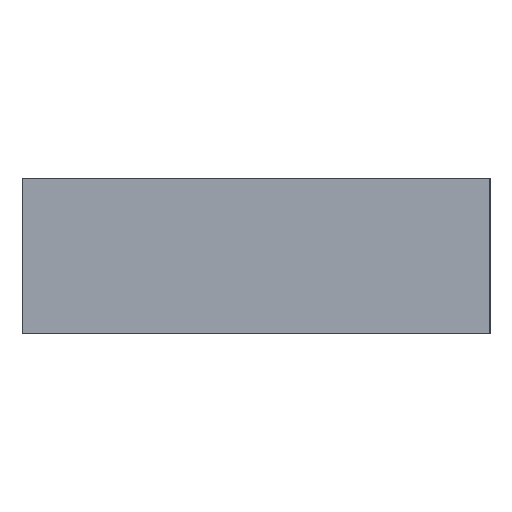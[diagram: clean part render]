
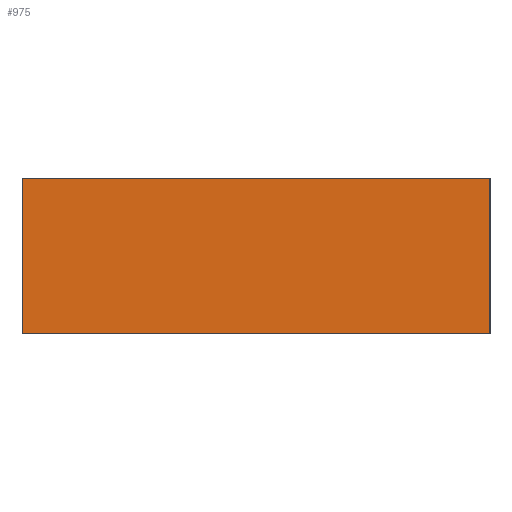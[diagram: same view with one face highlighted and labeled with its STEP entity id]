
A CAD part, left-side view. The second image highlights one B-rep face of the part: STEP entity #975.
In plain terms, the highlighted planar face has unit normal (-1, 0, 0).
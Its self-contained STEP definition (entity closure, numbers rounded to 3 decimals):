
#64 = DIRECTION ( 'NONE',  ( 1., 0., 0. ) ) ;
#69 = DIRECTION ( 'NONE',  ( 0., 0., -1. ) ) ;
#197 = CARTESIAN_POINT ( 'NONE',  ( 0., 6., 2. ) ) ;
#272 = ORIENTED_EDGE ( 'NONE', *, *, #2201, .F. ) ;
#296 = CARTESIAN_POINT ( 'NONE',  ( 0., 0., 2. ) ) ;
#371 = LINE ( 'NONE', #905, #930 ) ;
#494 = ORIENTED_EDGE ( 'NONE', *, *, #2723, .T. ) ;
#646 = LINE ( 'NONE', #197, #2402 ) ;
#652 = CARTESIAN_POINT ( 'NONE',  ( 0., 0., 2. ) ) ;
#686 = ORIENTED_EDGE ( 'NONE', *, *, #2299, .T. ) ;
#691 = PLANE ( 'NONE',  #3046 ) ;
#758 = DIRECTION ( 'NONE',  ( 0., 0., -1. ) ) ;
#766 = ORIENTED_EDGE ( 'NONE', *, *, #1699, .F. ) ;
#780 = CARTESIAN_POINT ( 'NONE',  ( 0., 0., 2. ) ) ;
#905 = CARTESIAN_POINT ( 'NONE',  ( 0., 0., 0. ) ) ;
#930 = VECTOR ( 'NONE', #2072, 1000. ) ;
#975 = ADVANCED_FACE ( 'NONE', ( #2583 ), #691, .F. ) ;
#1233 = CARTESIAN_POINT ( 'NONE',  ( 0., 0., 0. ) ) ;
#1407 = CARTESIAN_POINT ( 'NONE',  ( 0., 0., 2. ) ) ;
#1425 = VERTEX_POINT ( 'NONE', #1233 ) ;
#1699 = EDGE_CURVE ( 'NONE', #2922, #1425, #1841, .T. ) ;
#1802 = CARTESIAN_POINT ( 'NONE',  ( 0., 6., 0. ) ) ;
#1841 = LINE ( 'NONE', #296, #2486 ) ;
#1857 = DIRECTION ( 'NONE',  ( 0., 0., -1. ) ) ;
#2054 = LINE ( 'NONE', #652, #2562 ) ;
#2069 = DIRECTION ( 'NONE',  ( 0., -1., 0. ) ) ;
#2072 = DIRECTION ( 'NONE',  ( 0., -1., 0. ) ) ;
#2201 = EDGE_CURVE ( 'NONE', #2871, #2922, #2054, .T. ) ;
#2299 = EDGE_CURVE ( 'NONE', #2871, #2655, #646, .T. ) ;
#2402 = VECTOR ( 'NONE', #1857, 1000. ) ;
#2486 = VECTOR ( 'NONE', #69, 1000. ) ;
#2562 = VECTOR ( 'NONE', #2069, 1000. ) ;
#2583 = FACE_OUTER_BOUND ( 'NONE', #2845, .T. ) ;
#2655 = VERTEX_POINT ( 'NONE', #1802 ) ;
#2723 = EDGE_CURVE ( 'NONE', #2655, #1425, #371, .T. ) ;
#2845 = EDGE_LOOP ( 'NONE', ( #494, #766, #272, #686 ) ) ;
#2871 = VERTEX_POINT ( 'NONE', #3002 ) ;
#2922 = VERTEX_POINT ( 'NONE', #780 ) ;
#3002 = CARTESIAN_POINT ( 'NONE',  ( 0., 6., 2. ) ) ;
#3046 = AXIS2_PLACEMENT_3D ( 'NONE', #1407, #64, #758 ) ;
